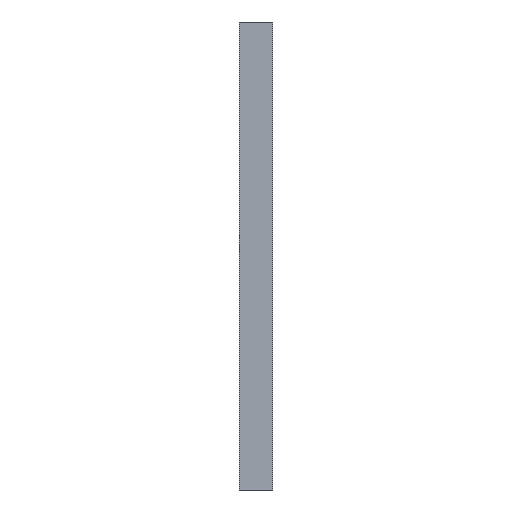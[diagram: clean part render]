
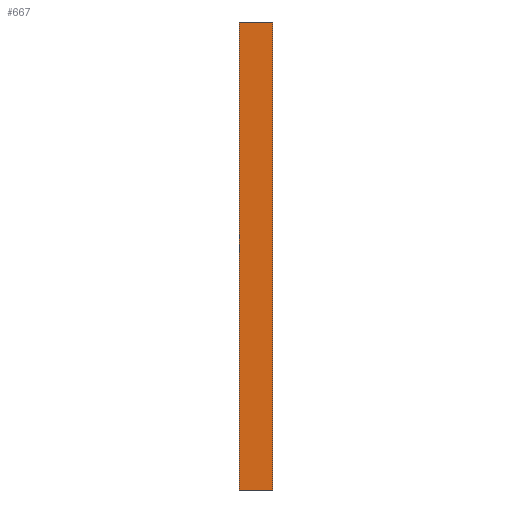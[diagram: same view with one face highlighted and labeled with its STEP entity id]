
A CAD part, left-side view. The second image highlights one B-rep face of the part: STEP entity #667.
In plain terms, the highlighted planar face has unit normal (-1, 0, 0).
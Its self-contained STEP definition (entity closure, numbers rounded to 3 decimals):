
#6 = CARTESIAN_POINT ( 'NONE',  ( -70., 10., 70. ) ) ;
#16 = DIRECTION ( 'NONE',  ( 0., -1., 0. ) ) ;
#91 = AXIS2_PLACEMENT_3D ( 'NONE', #6, #454, #1405 ) ;
#137 = CARTESIAN_POINT ( 'NONE',  ( -70., 10., -70. ) ) ;
#155 = DIRECTION ( 'NONE',  ( 0., -1., 0. ) ) ;
#159 = ORIENTED_EDGE ( 'NONE', *, *, #387, .T. ) ;
#174 = DIRECTION ( 'NONE',  ( 0., 0., 1. ) ) ;
#237 = FACE_OUTER_BOUND ( 'NONE', #1428, .T. ) ;
#250 = VERTEX_POINT ( 'NONE', #566 ) ;
#274 = EDGE_CURVE ( 'NONE', #694, #250, #857, .T. ) ;
#334 = CARTESIAN_POINT ( 'NONE',  ( -70., 10., -70. ) ) ;
#387 = EDGE_CURVE ( 'NONE', #694, #568, #1035, .T. ) ;
#431 = VECTOR ( 'NONE', #1157, 1000. ) ;
#454 = DIRECTION ( 'NONE',  ( 1., 0., 0. ) ) ;
#475 = EDGE_CURVE ( 'NONE', #250, #830, #1349, .T. ) ;
#566 = CARTESIAN_POINT ( 'NONE',  ( -70., 10., 70. ) ) ;
#568 = VERTEX_POINT ( 'NONE', #1124 ) ;
#595 = ORIENTED_EDGE ( 'NONE', *, *, #1204, .T. ) ;
#657 = VECTOR ( 'NONE', #155, 1000. ) ;
#667 = ADVANCED_FACE ( 'NONE', ( #237 ), #683, .F. ) ;
#683 = PLANE ( 'NONE',  #91 ) ;
#694 = VERTEX_POINT ( 'NONE', #334 ) ;
#718 = CARTESIAN_POINT ( 'NONE',  ( -70., 10., 70. ) ) ;
#830 = VERTEX_POINT ( 'NONE', #1056 ) ;
#857 = LINE ( 'NONE', #1151, #431 ) ;
#1035 = LINE ( 'NONE', #137, #1067 ) ;
#1056 = CARTESIAN_POINT ( 'NONE',  ( -70., 0., 70. ) ) ;
#1067 = VECTOR ( 'NONE', #16, 1000. ) ;
#1107 = CARTESIAN_POINT ( 'NONE',  ( -70., 0., 70. ) ) ;
#1124 = CARTESIAN_POINT ( 'NONE',  ( -70., 0., -70. ) ) ;
#1151 = CARTESIAN_POINT ( 'NONE',  ( -70., 10., 70. ) ) ;
#1157 = DIRECTION ( 'NONE',  ( 0., 0., 1. ) ) ;
#1168 = VECTOR ( 'NONE', #174, 1000. ) ;
#1204 = EDGE_CURVE ( 'NONE', #568, #830, #1469, .T. ) ;
#1327 = ORIENTED_EDGE ( 'NONE', *, *, #274, .F. ) ;
#1335 = ORIENTED_EDGE ( 'NONE', *, *, #475, .F. ) ;
#1349 = LINE ( 'NONE', #718, #657 ) ;
#1405 = DIRECTION ( 'NONE',  ( 0., 0., -1. ) ) ;
#1428 = EDGE_LOOP ( 'NONE', ( #595, #1335, #1327, #159 ) ) ;
#1469 = LINE ( 'NONE', #1107, #1168 ) ;
